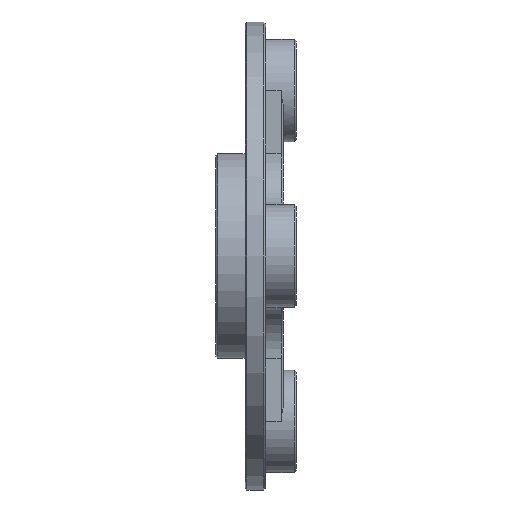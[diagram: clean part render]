
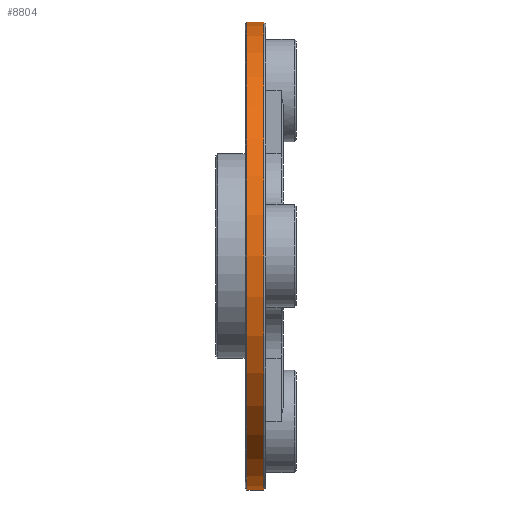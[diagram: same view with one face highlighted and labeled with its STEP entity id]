
A CAD part, left-side view. The second image highlights one B-rep face of the part: STEP entity #8804.
In plain terms, the highlighted cylindrical face has radius 16 mm (diameter 32 mm), a partial arc.
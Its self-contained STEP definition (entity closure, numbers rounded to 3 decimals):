
#1166 = CARTESIAN_POINT ( 'NONE',  ( 0., 1.325, -16. ) ) ;
#1382 = CYLINDRICAL_SURFACE ( 'NONE', #11717, 16. ) ;
#1844 = CARTESIAN_POINT ( 'NONE',  ( 0., 1.325, 16. ) ) ;
#2322 = CARTESIAN_POINT ( 'NONE',  ( 0., 3., 0. ) ) ;
#3758 = AXIS2_PLACEMENT_3D ( 'NONE', #9536, #9614, #6375 ) ;
#4255 = CARTESIAN_POINT ( 'NONE',  ( 0., 3., 16. ) ) ;
#4441 = CARTESIAN_POINT ( 'NONE',  ( 0., 3., -16. ) ) ;
#4773 = DIRECTION ( 'NONE',  ( 0., -1., 0. ) ) ;
#4806 = EDGE_CURVE ( 'NONE', #9080, #11416, #8559, .T. ) ;
#5623 = DIRECTION ( 'NONE',  ( 0., -1., 0. ) ) ;
#6322 = CIRCLE ( 'NONE', #3758, 16. ) ;
#6375 = DIRECTION ( 'NONE',  ( 0., 0., 1. ) ) ;
#7046 = ORIENTED_EDGE ( 'NONE', *, *, #9644, .T. ) ;
#7215 = CARTESIAN_POINT ( 'NONE',  ( 0., 2.475, -16. ) ) ;
#8201 = DIRECTION ( 'NONE',  ( 0., -1., 0. ) ) ;
#8535 = VERTEX_POINT ( 'NONE', #1844 ) ;
#8559 = CIRCLE ( 'NONE', #20245, 16. ) ;
#8804 = ADVANCED_FACE ( 'NONE', ( #13494 ), #1382, .T. ) ;
#9080 = VERTEX_POINT ( 'NONE', #12682 ) ;
#9536 = CARTESIAN_POINT ( 'NONE',  ( 0., 1.325, 0. ) ) ;
#9614 = DIRECTION ( 'NONE',  ( 0., 1., 0. ) ) ;
#9644 = EDGE_CURVE ( 'NONE', #10362, #8535, #6322, .T. ) ;
#10362 = VERTEX_POINT ( 'NONE', #1166 ) ;
#11407 = EDGE_CURVE ( 'NONE', #9080, #8535, #12837, .T. ) ;
#11416 = VERTEX_POINT ( 'NONE', #7215 ) ;
#11551 = LINE ( 'NONE', #4441, #11812 ) ;
#11717 = AXIS2_PLACEMENT_3D ( 'NONE', #2322, #5623, #20101 ) ;
#11812 = VECTOR ( 'NONE', #4773, 1000. ) ;
#12682 = CARTESIAN_POINT ( 'NONE',  ( 0., 2.475, 16. ) ) ;
#12837 = LINE ( 'NONE', #4255, #20667 ) ;
#13494 = FACE_OUTER_BOUND ( 'NONE', #17411, .T. ) ;
#14717 = DIRECTION ( 'NONE',  ( 0., 0., 1. ) ) ;
#15620 = DIRECTION ( 'NONE',  ( 0., -1., 0. ) ) ;
#15726 = ORIENTED_EDGE ( 'NONE', *, *, #4806, .T. ) ;
#17411 = EDGE_LOOP ( 'NONE', ( #20249, #15726, #18431, #7046 ) ) ;
#17530 = EDGE_CURVE ( 'NONE', #11416, #10362, #11551, .T. ) ;
#18431 = ORIENTED_EDGE ( 'NONE', *, *, #17530, .T. ) ;
#19094 = CARTESIAN_POINT ( 'NONE',  ( 0., 2.475, 0. ) ) ;
#20101 = DIRECTION ( 'NONE',  ( 0., 0., -1. ) ) ;
#20245 = AXIS2_PLACEMENT_3D ( 'NONE', #19094, #8201, #14717 ) ;
#20249 = ORIENTED_EDGE ( 'NONE', *, *, #11407, .F. ) ;
#20667 = VECTOR ( 'NONE', #15620, 1000. ) ;
